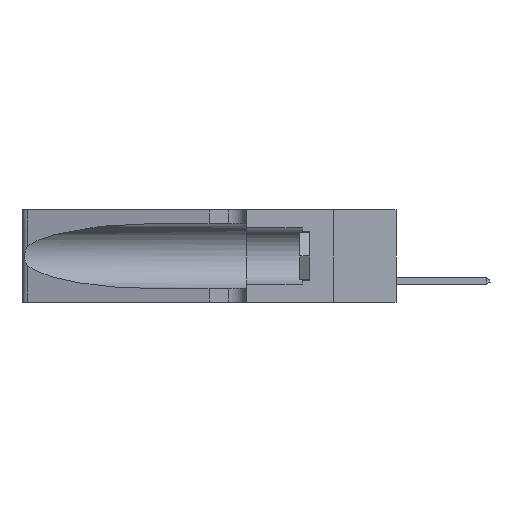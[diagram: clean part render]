
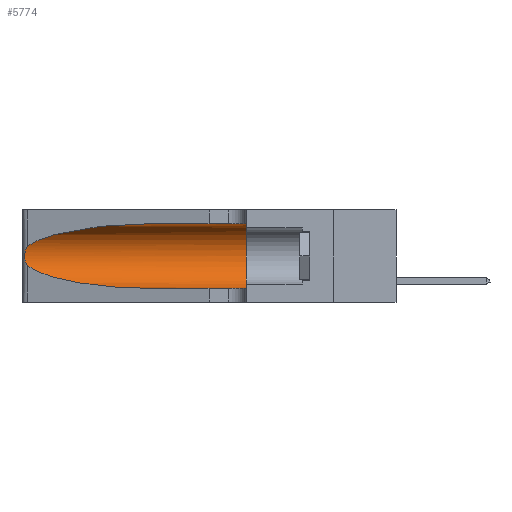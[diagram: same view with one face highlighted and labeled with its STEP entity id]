
A CAD part, left-side view. The second image highlights one B-rep face of the part: STEP entity #5774.
In plain terms, the highlighted cylindrical face has radius 3.308 mm (diameter 6.617 mm), a partial arc.
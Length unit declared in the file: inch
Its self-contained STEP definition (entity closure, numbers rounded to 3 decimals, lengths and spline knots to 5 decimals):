
#594 = CARTESIAN_POINT ( 'NONE',  ( 0.25856, 1.23593, 0.16098 ) ) ;
#739 = CARTESIAN_POINT ( 'NONE',  ( 0.25854, 1.2359, 0.20912 ) ) ;
#1147 = CARTESIAN_POINT ( 'NONE',  ( 0.26017, 1.23833, 0.17102 ) ) ;
#2103 = LINE ( 'NONE', #38835, #22363 ) ;
#2676 = ORIENTED_EDGE ( 'NONE', *, *, #20142, .T. ) ;
#3348 = DIRECTION ( 'NONE',  ( 0., -1., 0. ) ) ;
#3807 = EDGE_LOOP ( 'NONE', ( #18501, #30335, #2676, #38438, #20287, #32144 ) ) ;
#3843 = CARTESIAN_POINT ( 'NONE',  ( 0.25487, 1.22718, 0.22369 ) ) ;
#3988 = CARTESIAN_POINT ( 'NONE',  ( 0.25789, 1.23486, 0.15765 ) ) ;
#4413 = CARTESIAN_POINT ( 'NONE',  ( 0.25639, 1.23186, 0.15144 ) ) ;
#4845 = EDGE_CURVE ( 'NONE', #10173, #19320, #2103, .T. ) ;
#5774 = ADVANCED_FACE ( 'NONE', ( #36400 ), #11166, .F. ) ;
#6433 = CARTESIAN_POINT ( 'NONE',  ( 0.2373, 1.15595, 0.08982 ) ) ;
#7277 =( BOUNDED_CURVE ( )  B_SPLINE_CURVE ( 3, ( #29306, #6433, #32110, #38603 ),
 .UNSPECIFIED., .F., .T. ) 
 B_SPLINE_CURVE_WITH_KNOTS ( ( 4, 4 ),
 ( 3.44316, 4.71239 ),
 .UNSPECIFIED. ) 
 CURVE ( )  GEOMETRIC_REPRESENTATION_ITEM ( )  RATIONAL_B_SPLINE_CURVE ( ( 1., 0.87, 0.87, 1. ) ) 
 REPRESENTATION_ITEM ( '' )  );
#7424 = CARTESIAN_POINT ( 'NONE',  ( 0.26075, 1.23896, 0.19203 ) ) ;
#7561 = CARTESIAN_POINT ( 'NONE',  ( 0.1305, 0.35, 0.05475 ) ) ;
#10173 = VERTEX_POINT ( 'NONE', #35037 ) ;
#10405 = CARTESIAN_POINT ( 'NONE',  ( 0.25639, 1.23184, 0.21858 ) ) ;
#11153 = B_SPLINE_CURVE_WITH_KNOTS ( 'NONE', 3,
 ( #3843, #17251, #10405, #20090, #739, #23344, #7424, #23756, #1147, #594, #3988, #4413, #39577, #26473 ),
 .UNSPECIFIED., .F., .F.,
 ( 4, 2, 2, 2, 2, 2, 4 ),
 ( 0., 0.00027, 0.00053, 0.00107, 0.0016, 0.00187, 0.00214 ),
 .UNSPECIFIED. ) ;
#11166 = CYLINDRICAL_SURFACE ( 'NONE', #39199, 0.13025 ) ;
#12933 = CARTESIAN_POINT ( 'NONE',  ( 0.18966, 0.96281, 0.31525 ) ) ;
#13078 = CARTESIAN_POINT ( 'NONE',  ( 0.2373, 1.15595, 0.28018 ) ) ;
#16164 = CARTESIAN_POINT ( 'NONE',  ( 0.25487, 1.22718, 0.22369 ) ) ;
#17104 = CARTESIAN_POINT ( 'NONE',  ( 0.1305, 1.61858, 0.185 ) ) ;
#17251 = CARTESIAN_POINT ( 'NONE',  ( 0.25555, 1.22994, 0.2215 ) ) ;
#17320 = DIRECTION ( 'NONE',  ( 0., 0., 1. ) ) ;
#17447 = CARTESIAN_POINT ( 'NONE',  ( 0.1305, 0.35, 0.185 ) ) ;
#18092 = CARTESIAN_POINT ( 'NONE',  ( 0.1305, 0.35, 0.31525 ) ) ;
#18501 = ORIENTED_EDGE ( 'NONE', *, *, #39755, .T. ) ;
#18593 = VERTEX_POINT ( 'NONE', #38420 ) ;
#19154 = DIRECTION ( 'NONE',  ( 0., -1., 0. ) ) ;
#19320 = VERTEX_POINT ( 'NONE', #7561 ) ;
#20090 = CARTESIAN_POINT ( 'NONE',  ( 0.25787, 1.23484, 0.2124 ) ) ;
#20142 = EDGE_CURVE ( 'NONE', #36409, #10173, #7277, .T. ) ;
#20163 = DIRECTION ( 'NONE',  ( 0., 1., 0. ) ) ;
#20287 = ORIENTED_EDGE ( 'NONE', *, *, #34018, .F. ) ;
#21812 = CIRCLE ( 'NONE', #39155, 0.13025 ) ;
#22363 = VECTOR ( 'NONE', #3348, 39.37008 ) ;
#23344 = CARTESIAN_POINT ( 'NONE',  ( 0.26018, 1.23835, 0.19895 ) ) ;
#23756 = CARTESIAN_POINT ( 'NONE',  ( 0.26075, 1.23896, 0.178 ) ) ;
#26359 = CARTESIAN_POINT ( 'NONE',  ( 0.25487, 1.22718, 0.14631 ) ) ;
#26473 = CARTESIAN_POINT ( 'NONE',  ( 0.25487, 1.22718, 0.14631 ) ) ;
#26738 = DIRECTION ( 'NONE',  ( 0., -1., 0. ) ) ;
#26958 = VECTOR ( 'NONE', #19154, 39.37008 ) ;
#29306 = CARTESIAN_POINT ( 'NONE',  ( 0.25487, 1.22718, 0.14631 ) ) ;
#30335 = ORIENTED_EDGE ( 'NONE', *, *, #38067, .T. ) ;
#30647 = VERTEX_POINT ( 'NONE', #39515 ) ;
#32110 = CARTESIAN_POINT ( 'NONE',  ( 0.18966, 0.96281, 0.05475 ) ) ;
#32144 = ORIENTED_EDGE ( 'NONE', *, *, #39081, .F. ) ;
#32181 = CARTESIAN_POINT ( 'NONE',  ( 0.1305, 1.61858, 0.31525 ) ) ;
#32272 = CARTESIAN_POINT ( 'NONE',  ( 0.1305, 0.72297, 0.31525 ) ) ;
#33646 =( BOUNDED_CURVE ( )  B_SPLINE_CURVE ( 3, ( #32272, #12933, #13078, #16164 ),
 .UNSPECIFIED., .F., .F. ) 
 B_SPLINE_CURVE_WITH_KNOTS ( ( 4, 4 ),
 ( 1.5708, 2.84003 ),
 .UNSPECIFIED. ) 
 CURVE ( )  GEOMETRIC_REPRESENTATION_ITEM ( )  RATIONAL_B_SPLINE_CURVE ( ( 1., 0.87, 0.87, 1. ) ) 
 REPRESENTATION_ITEM ( '' )  );
#34018 = EDGE_CURVE ( 'NONE', #34838, #19320, #21812, .T. ) ;
#34501 = LINE ( 'NONE', #32181, #26958 ) ;
#34838 = VERTEX_POINT ( 'NONE', #18092 ) ;
#35037 = CARTESIAN_POINT ( 'NONE',  ( 0.1305, 0.72297, 0.05475 ) ) ;
#36400 = FACE_OUTER_BOUND ( 'NONE', #3807, .T. ) ;
#36409 = VERTEX_POINT ( 'NONE', #26359 ) ;
#36453 = DIRECTION ( 'NONE',  ( 0., 0., -1. ) ) ;
#38067 = EDGE_CURVE ( 'NONE', #30647, #36409, #11153, .T. ) ;
#38420 = CARTESIAN_POINT ( 'NONE',  ( 0.1305, 0.72297, 0.31525 ) ) ;
#38438 = ORIENTED_EDGE ( 'NONE', *, *, #4845, .T. ) ;
#38603 = CARTESIAN_POINT ( 'NONE',  ( 0.1305, 0.72297, 0.05475 ) ) ;
#38835 = CARTESIAN_POINT ( 'NONE',  ( 0.1305, 1.61858, 0.05475 ) ) ;
#39081 = EDGE_CURVE ( 'NONE', #18593, #34838, #34501, .T. ) ;
#39155 = AXIS2_PLACEMENT_3D ( 'NONE', #17447, #20163, #17320 ) ;
#39199 = AXIS2_PLACEMENT_3D ( 'NONE', #17104, #26738, #36453 ) ;
#39515 = CARTESIAN_POINT ( 'NONE',  ( 0.25487, 1.22718, 0.22369 ) ) ;
#39577 = CARTESIAN_POINT ( 'NONE',  ( 0.25555, 1.22993, 0.14849 ) ) ;
#39755 = EDGE_CURVE ( 'NONE', #18593, #30647, #33646, .T. ) ;
